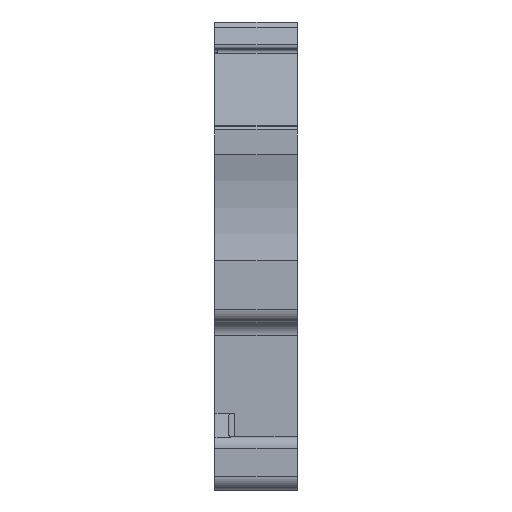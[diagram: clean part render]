
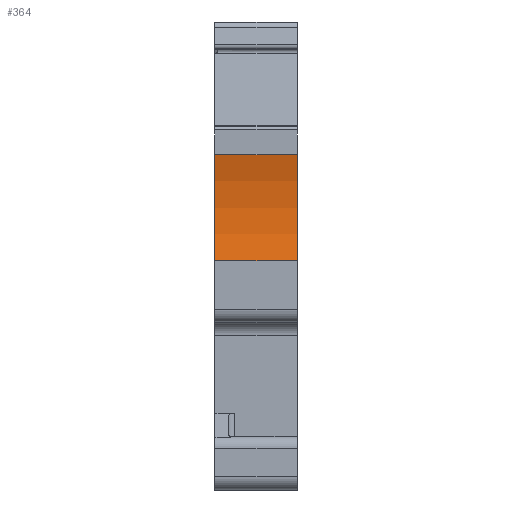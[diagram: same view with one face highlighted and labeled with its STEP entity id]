
A CAD part, left-side view. The second image highlights one B-rep face of the part: STEP entity #364.
In plain terms, the highlighted cylindrical face has radius 15 mm (diameter 30 mm), a partial arc.
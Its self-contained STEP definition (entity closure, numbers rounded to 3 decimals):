
#178=CYLINDRICAL_SURFACE('',#5078,15.);
#364=ADVANCED_FACE('',(#756),#178,.F.);
#756=FACE_OUTER_BOUND('',#1007,.T.);
#1007=EDGE_LOOP('',(#1820,#1821,#1822,#1823));
#1247=CIRCLE('',#5076,15.);
#1248=CIRCLE('',#5077,15.);
#1820=ORIENTED_EDGE('',*,*,#3535,.F.);
#1821=ORIENTED_EDGE('',*,*,#3534,.F.);
#1822=ORIENTED_EDGE('',*,*,#3536,.T.);
#1823=ORIENTED_EDGE('',*,*,#3537,.F.);
#2979=VERTEX_POINT('',#7565);
#2980=VERTEX_POINT('',#7567);
#2981=VERTEX_POINT('',#7571);
#2982=VERTEX_POINT('',#7573);
#3534=EDGE_CURVE('',#2980,#2979,#4133,.T.);
#3535=EDGE_CURVE('',#2979,#2981,#1247,.T.);
#3536=EDGE_CURVE('',#2980,#2982,#1248,.T.);
#3537=EDGE_CURVE('',#2981,#2982,#4134,.T.);
#4133=LINE('',#7568,#4610);
#4134=LINE('',#7574,#4611);
#4610=VECTOR('',#5943,1.);
#4611=VECTOR('',#5950,1.);
#5076=AXIS2_PLACEMENT_3D('',#7570,#5946,#5947);
#5077=AXIS2_PLACEMENT_3D('',#7572,#5948,#5949);
#5078=AXIS2_PLACEMENT_3D('',#7575,#5951,#5952);
#5943=DIRECTION('',(0.,1.,0.));
#5946=DIRECTION('',(0.,-1.,0.));
#5947=DIRECTION('',(0.,0.,-1.));
#5948=DIRECTION('',(0.,-1.,0.));
#5949=DIRECTION('',(1.,0.,0.));
#5950=DIRECTION('',(0.,-1.,0.));
#5951=DIRECTION('',(0.,-1.,0.));
#5952=DIRECTION('',(0.,0.,-1.));
#7565=CARTESIAN_POINT('',(-28.1,3.1,11.25));
#7567=CARTESIAN_POINT('',(-28.1,-3.1,11.25));
#7568=CARTESIAN_POINT('',(-28.1,3.72,11.25));
#7570=CARTESIAN_POINT('',(-42.557,3.1,15.25));
#7571=CARTESIAN_POINT('',(-28.1,3.1,19.25));
#7572=CARTESIAN_POINT('',(-42.557,-3.1,15.25));
#7573=CARTESIAN_POINT('',(-28.1,-3.1,19.25));
#7574=CARTESIAN_POINT('',(-28.1,3.72,19.25));
#7575=CARTESIAN_POINT('',(-42.557,3.72,15.25));
